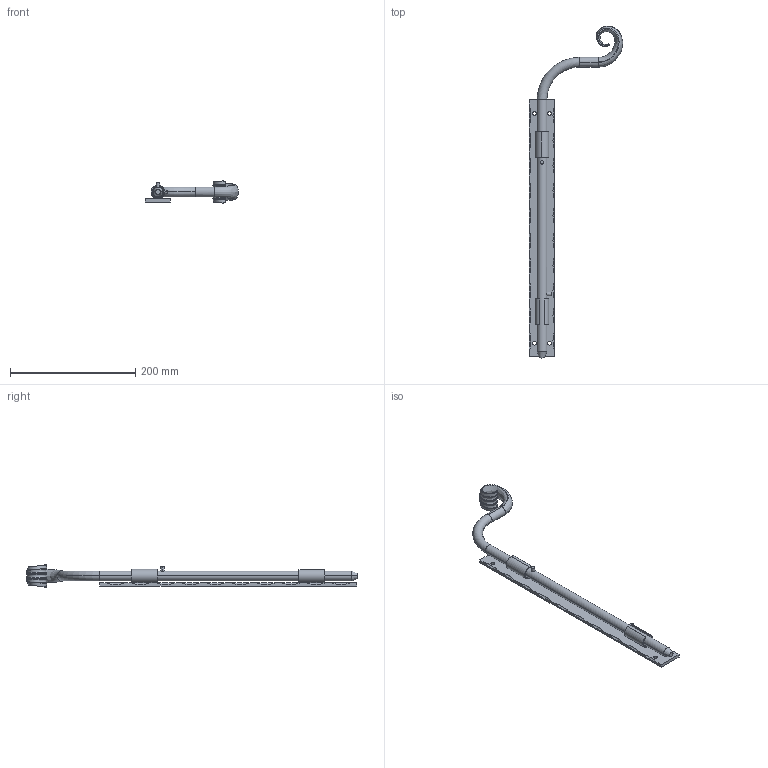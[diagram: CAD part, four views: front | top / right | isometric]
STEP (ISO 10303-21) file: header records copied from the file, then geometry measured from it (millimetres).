
FILE_DESCRIPTION (( 'STEP AP203' ), '1' );
FILE_NAME ('3820.step', '2015-09-17T14:57:08', ( '' ), ( '' ), 'SwSTEP 2.0', 'SolidWorks 2015', '' );
FILE_SCHEMA (( 'CONFIG_CONTROL_DESIGN' ));
Length unit declared in the file: millimetre
Products named in the file (1): 3820
Bounding box: 148.7 x 530.06 x 35.38 mm (x, y, z)
Volume: 211428.9 mm3; surface area: 81738.4 mm2
Topology: 4 solids, 4 shells, 256 faces, 721 edges, 452 vertices
Faces by surface type: bspline 112, plane 98, cylinder 22, torus 22, cone 2
Entity records: 53529 total; most frequent: CARTESIAN_POINT 47802, ORIENTED_EDGE 1362, DIRECTION 817, EDGE_CURVE 681, VERTEX_POINT 452, LINE 349, VECTOR 349, EDGE_LOOP 285
